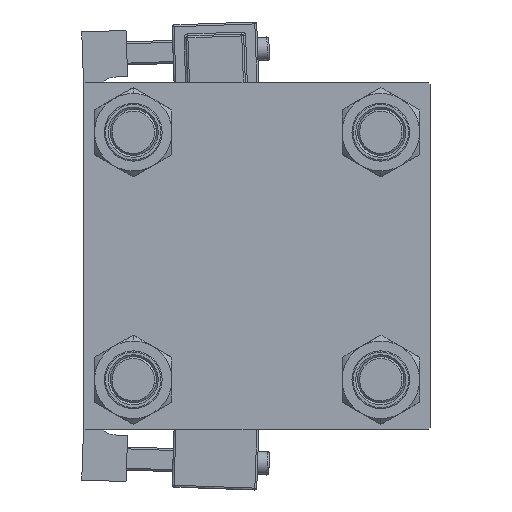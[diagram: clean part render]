
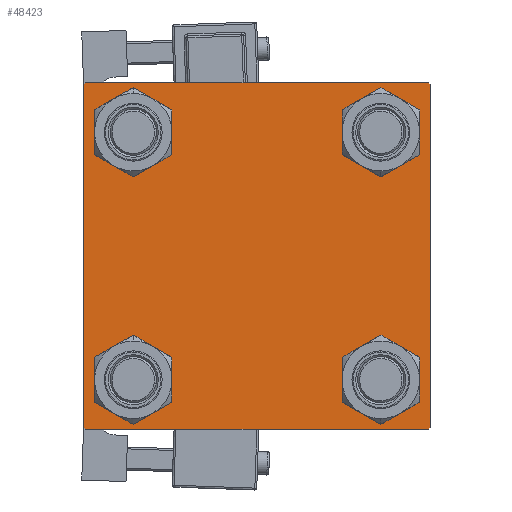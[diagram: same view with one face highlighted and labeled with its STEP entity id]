
A CAD part, left-side view. The second image highlights one B-rep face of the part: STEP entity #48423.
In plain terms, the highlighted planar face has unit normal (-1, 0, 0).
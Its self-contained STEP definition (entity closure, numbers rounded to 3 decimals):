
#919 = LINE ( 'NONE', #3939, #18862 ) ;
#1057 = VERTEX_POINT ( 'NONE', #7679 ) ;
#3476 = DIRECTION ( 'NONE',  ( 0., 0., 1. ) ) ;
#3798 = DIRECTION ( 'NONE',  ( 0., 0., 1. ) ) ;
#3939 = CARTESIAN_POINT ( 'NONE',  ( 0., -45., 45. ) ) ;
#5125 = CARTESIAN_POINT ( 'NONE',  ( 0., -32.15, 32.15 ) ) ;
#5264 = AXIS2_PLACEMENT_3D ( 'NONE', #32745, #11429, #3476 ) ;
#5698 = CARTESIAN_POINT ( 'NONE',  ( 0., 32.15, -32.15 ) ) ;
#6733 = EDGE_LOOP ( 'NONE', ( #35747, #44851 ) ) ;
#6762 = CARTESIAN_POINT ( 'NONE',  ( 0., 44.75, 44.75 ) ) ;
#6855 = CIRCLE ( 'NONE', #18254, 6.5 ) ;
#7679 = CARTESIAN_POINT ( 'NONE',  ( 0., 32.15, -25.65 ) ) ;
#7990 = ORIENTED_EDGE ( 'NONE', *, *, #43682, .T. ) ;
#8009 = CARTESIAN_POINT ( 'NONE',  ( 0., -44.5, -45. ) ) ;
#8117 = LINE ( 'NONE', #50689, #47007 ) ;
#8275 = ORIENTED_EDGE ( 'NONE', *, *, #14768, .T. ) ;
#8297 = LINE ( 'NONE', #8838, #31229 ) ;
#8752 = EDGE_CURVE ( 'NONE', #43548, #13260, #20794, .T. ) ;
#8838 = CARTESIAN_POINT ( 'NONE',  ( 0., 45., 45. ) ) ;
#8868 = EDGE_CURVE ( 'NONE', #32410, #15522, #8297, .T. ) ;
#9305 = CARTESIAN_POINT ( 'NONE',  ( 0., -32.15, 32.15 ) ) ;
#9783 = DIRECTION ( 'NONE',  ( 1., 0., 0. ) ) ;
#10269 = ORIENTED_EDGE ( 'NONE', *, *, #34753, .T. ) ;
#10495 = VERTEX_POINT ( 'NONE', #49347 ) ;
#10592 = EDGE_CURVE ( 'NONE', #29368, #19353, #8117, .T. ) ;
#10779 = ORIENTED_EDGE ( 'NONE', *, *, #18556, .T. ) ;
#11030 = DIRECTION ( 'NONE',  ( 0., 0., 1. ) ) ;
#11429 = DIRECTION ( 'NONE',  ( 1., 0., 0. ) ) ;
#11582 = CARTESIAN_POINT ( 'NONE',  ( 0., 32.15, 32.15 ) ) ;
#12520 = LINE ( 'NONE', #16625, #47035 ) ;
#13063 = VERTEX_POINT ( 'NONE', #18953 ) ;
#13212 = CIRCLE ( 'NONE', #53288, 6.5 ) ;
#13260 = VERTEX_POINT ( 'NONE', #25743 ) ;
#13547 = CARTESIAN_POINT ( 'NONE',  ( 0., -45., 44.5 ) ) ;
#13745 = EDGE_CURVE ( 'NONE', #30496, #1057, #6855, .T. ) ;
#13835 = CARTESIAN_POINT ( 'NONE',  ( 0., 32.15, -32.15 ) ) ;
#13987 = CIRCLE ( 'NONE', #42748, 6.5 ) ;
#14151 = CARTESIAN_POINT ( 'NONE',  ( 0., -45., -44.5 ) ) ;
#14459 = EDGE_CURVE ( 'NONE', #33001, #15522, #12520, .T. ) ;
#14632 = EDGE_CURVE ( 'NONE', #17761, #51142, #17703, .T. ) ;
#14768 = EDGE_CURVE ( 'NONE', #51142, #45609, #15472, .T. ) ;
#15472 = LINE ( 'NONE', #48769, #52246 ) ;
#15522 = VERTEX_POINT ( 'NONE', #46632 ) ;
#16378 = DIRECTION ( 'NONE',  ( 1., 0., 0. ) ) ;
#16404 = FACE_BOUND ( 'NONE', #26232, .T. ) ;
#16532 = ORIENTED_EDGE ( 'NONE', *, *, #14459, .T. ) ;
#16625 = CARTESIAN_POINT ( 'NONE',  ( 0., -44.75, 44.75 ) ) ;
#16838 = VECTOR ( 'NONE', #36018, 1000. ) ;
#17241 = DIRECTION ( 'NONE',  ( 0., 0., 1. ) ) ;
#17269 = EDGE_CURVE ( 'NONE', #52286, #13063, #40177, .T. ) ;
#17703 = LINE ( 'NONE', #22344, #47883 ) ;
#17761 = VERTEX_POINT ( 'NONE', #52258 ) ;
#17996 = DIRECTION ( 'NONE',  ( 0., 0., 1. ) ) ;
#18254 = AXIS2_PLACEMENT_3D ( 'NONE', #5698, #26234, #39314 ) ;
#18323 = CARTESIAN_POINT ( 'NONE',  ( 0., -32.15, 38.65 ) ) ;
#18556 = EDGE_CURVE ( 'NONE', #13260, #43548, #13212, .T. ) ;
#18862 = VECTOR ( 'NONE', #20643, 1000. ) ;
#18953 = CARTESIAN_POINT ( 'NONE',  ( 0., -32.15, -38.65 ) ) ;
#19353 = VERTEX_POINT ( 'NONE', #45838 ) ;
#20643 = DIRECTION ( 'NONE',  ( 0., 0., -1. ) ) ;
#20794 = CIRCLE ( 'NONE', #26905, 6.5 ) ;
#21578 = FACE_BOUND ( 'NONE', #33548, .T. ) ;
#22042 = EDGE_CURVE ( 'NONE', #32410, #29368, #23982, .T. ) ;
#22344 = CARTESIAN_POINT ( 'NONE',  ( 0., 45., -45. ) ) ;
#22485 = CARTESIAN_POINT ( 'NONE',  ( 0., 44.5, 45. ) ) ;
#23304 = EDGE_CURVE ( 'NONE', #10495, #46542, #46882, .T. ) ;
#23552 = EDGE_CURVE ( 'NONE', #46542, #10495, #13987, .T. ) ;
#23872 = DIRECTION ( 'NONE',  ( 1., 0., 0. ) ) ;
#23982 = LINE ( 'NONE', #6762, #16838 ) ;
#24592 = CARTESIAN_POINT ( 'NONE',  ( 0., 0., 0. ) ) ;
#24774 = CIRCLE ( 'NONE', #53514, 6.5 ) ;
#25743 = CARTESIAN_POINT ( 'NONE',  ( 0., 32.15, 38.65 ) ) ;
#25963 = DIRECTION ( 'NONE',  ( 0., -0.707, -0.707 ) ) ;
#26232 = EDGE_LOOP ( 'NONE', ( #10779, #32063 ) ) ;
#26234 = DIRECTION ( 'NONE',  ( 1., 0., 0. ) ) ;
#26905 = AXIS2_PLACEMENT_3D ( 'NONE', #11582, #53624, #52812 ) ;
#26950 = ORIENTED_EDGE ( 'NONE', *, *, #28520, .T. ) ;
#28520 = EDGE_CURVE ( 'NONE', #1057, #30496, #49938, .T. ) ;
#29243 = PLANE ( 'NONE',  #32142 ) ;
#29368 = VERTEX_POINT ( 'NONE', #41502 ) ;
#29514 = FACE_OUTER_BOUND ( 'NONE', #38978, .T. ) ;
#30496 = VERTEX_POINT ( 'NONE', #53510 ) ;
#30501 = DIRECTION ( 'NONE',  ( 1., 0., 0. ) ) ;
#30602 = LINE ( 'NONE', #38784, #46039 ) ;
#30974 = EDGE_LOOP ( 'NONE', ( #26950, #34041 ) ) ;
#31229 = VECTOR ( 'NONE', #34257, 1000. ) ;
#31806 = CARTESIAN_POINT ( 'NONE',  ( 0., 32.15, 32.15 ) ) ;
#32063 = ORIENTED_EDGE ( 'NONE', *, *, #8752, .T. ) ;
#32142 = AXIS2_PLACEMENT_3D ( 'NONE', #24592, #41241, #3798 ) ;
#32410 = VERTEX_POINT ( 'NONE', #22485 ) ;
#32745 = CARTESIAN_POINT ( 'NONE',  ( 0., -32.15, -32.15 ) ) ;
#33001 = VERTEX_POINT ( 'NONE', #13547 ) ;
#33548 = EDGE_LOOP ( 'NONE', ( #33694, #10269 ) ) ;
#33694 = ORIENTED_EDGE ( 'NONE', *, *, #17269, .T. ) ;
#34041 = ORIENTED_EDGE ( 'NONE', *, *, #13745, .T. ) ;
#34257 = DIRECTION ( 'NONE',  ( 0., -1., 0. ) ) ;
#34753 = EDGE_CURVE ( 'NONE', #13063, #52286, #24774, .T. ) ;
#34916 = DIRECTION ( 'NONE',  ( 0., -1., 0. ) ) ;
#35747 = ORIENTED_EDGE ( 'NONE', *, *, #23552, .T. ) ;
#36010 = AXIS2_PLACEMENT_3D ( 'NONE', #13835, #30501, #47130 ) ;
#36018 = DIRECTION ( 'NONE',  ( 0., 0.707, -0.707 ) ) ;
#37160 = ORIENTED_EDGE ( 'NONE', *, *, #10592, .T. ) ;
#38233 = FACE_BOUND ( 'NONE', #30974, .T. ) ;
#38784 = CARTESIAN_POINT ( 'NONE',  ( 0., 44.75, -44.75 ) ) ;
#38978 = EDGE_LOOP ( 'NONE', ( #37160, #7990, #41526, #8275, #41953, #16532, #43253, #43797 ) ) ;
#39314 = DIRECTION ( 'NONE',  ( 0., 0., 1. ) ) ;
#40177 = CIRCLE ( 'NONE', #5264, 6.5 ) ;
#41241 = DIRECTION ( 'NONE',  ( -1., 0., 0. ) ) ;
#41466 = DIRECTION ( 'NONE',  ( 0., 0.707, 0.707 ) ) ;
#41502 = CARTESIAN_POINT ( 'NONE',  ( 0., 45., 44.5 ) ) ;
#41526 = ORIENTED_EDGE ( 'NONE', *, *, #14632, .T. ) ;
#41716 = DIRECTION ( 'NONE',  ( 0., 0., -1. ) ) ;
#41801 = CARTESIAN_POINT ( 'NONE',  ( 0., 32.15, 25.65 ) ) ;
#41953 = ORIENTED_EDGE ( 'NONE', *, *, #54011, .F. ) ;
#42341 = DIRECTION ( 'NONE',  ( 1., 0., 0. ) ) ;
#42748 = AXIS2_PLACEMENT_3D ( 'NONE', #5125, #9783, #17996 ) ;
#43253 = ORIENTED_EDGE ( 'NONE', *, *, #8868, .F. ) ;
#43548 = VERTEX_POINT ( 'NONE', #41801 ) ;
#43682 = EDGE_CURVE ( 'NONE', #19353, #17761, #30602, .T. ) ;
#43797 = ORIENTED_EDGE ( 'NONE', *, *, #22042, .T. ) ;
#43866 = DIRECTION ( 'NONE',  ( 0., -0.707, 0.707 ) ) ;
#44851 = ORIENTED_EDGE ( 'NONE', *, *, #23304, .T. ) ;
#45031 = CARTESIAN_POINT ( 'NONE',  ( 0., -32.15, -32.15 ) ) ;
#45606 = FACE_BOUND ( 'NONE', #6733, .T. ) ;
#45609 = VERTEX_POINT ( 'NONE', #14151 ) ;
#45838 = CARTESIAN_POINT ( 'NONE',  ( 0., 45., -44.5 ) ) ;
#46039 = VECTOR ( 'NONE', #25963, 1000. ) ;
#46542 = VERTEX_POINT ( 'NONE', #18323 ) ;
#46632 = CARTESIAN_POINT ( 'NONE',  ( 0., -44.5, 45. ) ) ;
#46882 = CIRCLE ( 'NONE', #53849, 6.5 ) ;
#47007 = VECTOR ( 'NONE', #41716, 1000. ) ;
#47035 = VECTOR ( 'NONE', #41466, 1000. ) ;
#47130 = DIRECTION ( 'NONE',  ( 0., 0., 1. ) ) ;
#47455 = CARTESIAN_POINT ( 'NONE',  ( 0., -32.15, -25.65 ) ) ;
#47883 = VECTOR ( 'NONE', #34916, 1000. ) ;
#48315 = DIRECTION ( 'NONE',  ( 0., 0., 1. ) ) ;
#48423 = ADVANCED_FACE ( 'NONE', ( #45606, #21578, #38233, #16404, #29514 ), #29243, .T. ) ;
#48769 = CARTESIAN_POINT ( 'NONE',  ( 0., -44.75, -44.75 ) ) ;
#49347 = CARTESIAN_POINT ( 'NONE',  ( 0., -32.15, 25.65 ) ) ;
#49938 = CIRCLE ( 'NONE', #36010, 6.5 ) ;
#50689 = CARTESIAN_POINT ( 'NONE',  ( 0., 45., 45. ) ) ;
#51142 = VERTEX_POINT ( 'NONE', #8009 ) ;
#52246 = VECTOR ( 'NONE', #43866, 1000. ) ;
#52258 = CARTESIAN_POINT ( 'NONE',  ( 0., 44.5, -45. ) ) ;
#52286 = VERTEX_POINT ( 'NONE', #47455 ) ;
#52812 = DIRECTION ( 'NONE',  ( 0., 0., 1. ) ) ;
#53288 = AXIS2_PLACEMENT_3D ( 'NONE', #31806, #23872, #11030 ) ;
#53510 = CARTESIAN_POINT ( 'NONE',  ( 0., 32.15, -38.65 ) ) ;
#53514 = AXIS2_PLACEMENT_3D ( 'NONE', #45031, #16378, #48315 ) ;
#53624 = DIRECTION ( 'NONE',  ( 1., 0., 0. ) ) ;
#53849 = AXIS2_PLACEMENT_3D ( 'NONE', #9305, #42341, #17241 ) ;
#54011 = EDGE_CURVE ( 'NONE', #33001, #45609, #919, .T. ) ;
